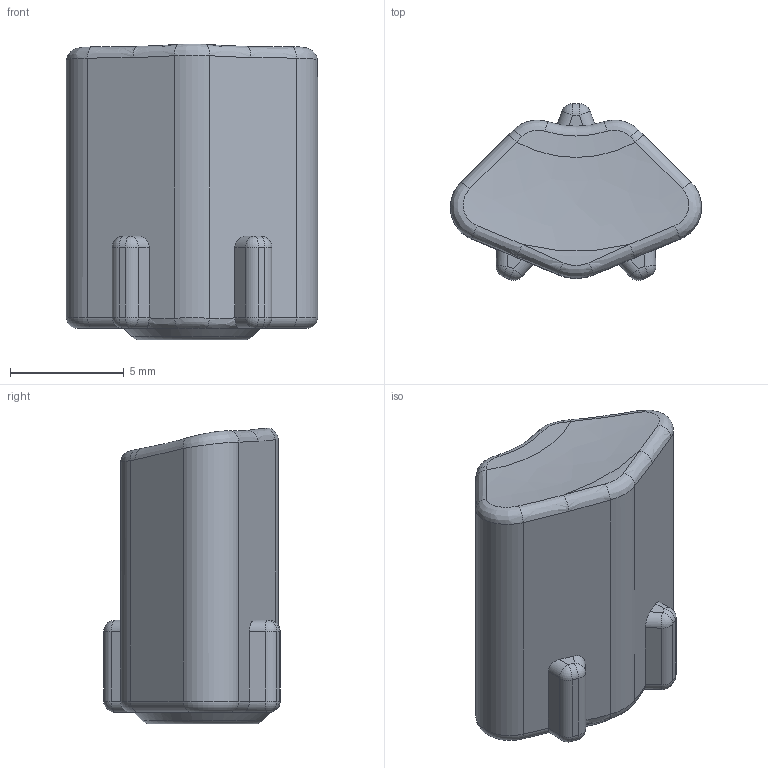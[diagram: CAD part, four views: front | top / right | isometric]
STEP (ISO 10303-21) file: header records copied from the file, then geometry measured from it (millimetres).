
FILE_DESCRIPTION(/* description */ (''),/* implementation_level */ '2;1');
FILE_NAME(/* name */ 'cpad_button_Jwray.step',/* time_stamp */ '2023-05-19T12:09:33-07:00',/* author */ (''),/* organization */ (''),/* preprocessor_version */ 'ST-DEVELOPER v19.2',/* originating_system */ 'Autodesk Translation Framework v12.4.0.73',/* authorisation */ '');
FILE_SCHEMA (('AUTOMOTIVE_DESIGN { 1 0 10303 214 3 1 1 }'));
Length unit declared in the file: millimetre
Products named in the file (1): (Unsaved)
Bounding box: 11.02 x 7.74 x 12.97 mm (x, y, z)
Volume: 674.7 mm3; surface area: 458.4 mm2
Topology: 1 solids, 1 shells, 94 faces, 217 edges, 121 vertices
Faces by surface type: cylinder 34, plane 20, bspline 17, sphere 12, torus 9, cone 2
Entity records: 3236 total; most frequent: CARTESIAN_POINT 1177, ORIENTED_EDGE 426, DIRECTION 421, EDGE_CURVE 213, AXIS2_PLACEMENT_3D 172, VERTEX_POINT 121, FACE_OUTER_BOUND 94, EDGE_LOOP 94
